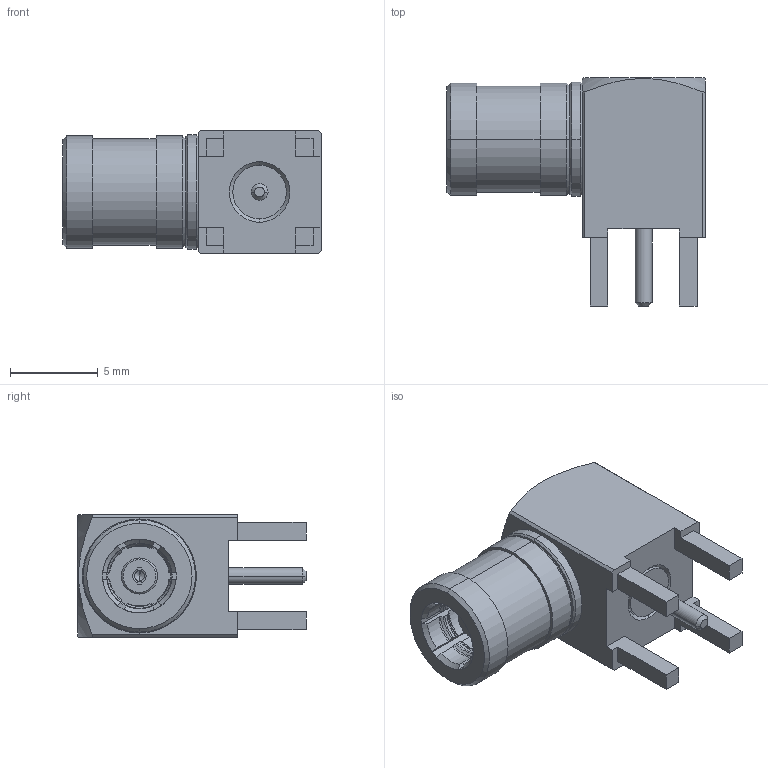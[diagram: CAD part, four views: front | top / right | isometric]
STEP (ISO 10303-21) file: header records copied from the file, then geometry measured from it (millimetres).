
FILE_DESCRIPTION (( 'STEP AP214' ), '1' );
FILE_NAME ('Ðîçåòêà_ÑÐ-50-1-04-Ð-Ó-079.STEP', '2018-12-04T09:11:34', ( 'User' ), ( '' ), 'SwSTEP 2.0', 'SolidWorks 2016', '' );
FILE_SCHEMA (( 'AUTOMOTIVE_DESIGN' ));
Length unit declared in the file: millimetre
Products named in the file (1): Ðîçåòêà_ÑÐ-50-1-04-Ð-Ó-079
Bounding box: 14.7 x 13 x 7 mm (x, y, z)
Volume: 628.2 mm3; surface area: 683.1 mm2
Topology: 1 solids, 1 shells, 174 faces, 468 edges, 303 vertices
Faces by surface type: plane 62, cylinder 41, cone 39, torus 32
Entity records: 7743 total; most frequent: CARTESIAN_POINT 1506, ORIENTED_EDGE 932, DIRECTION 890, EDGE_CURVE 466, AXIS2_PLACEMENT_3D 343, VERTEX_POINT 303, LINE 204, VECTOR 204
